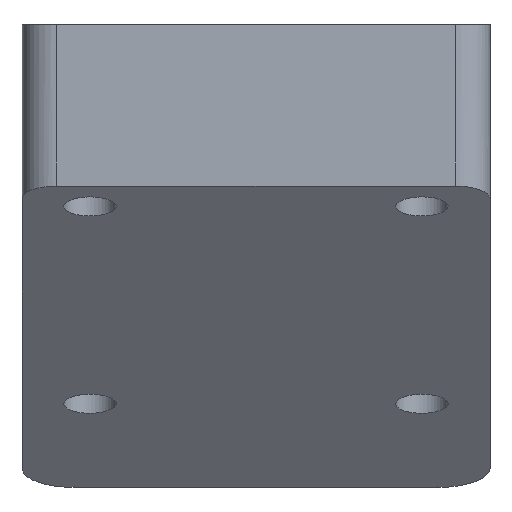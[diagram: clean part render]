
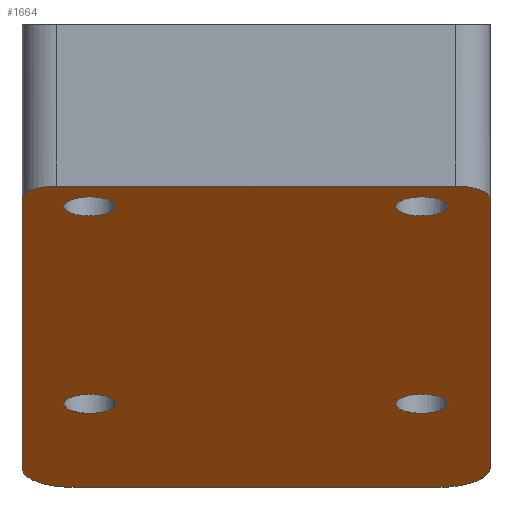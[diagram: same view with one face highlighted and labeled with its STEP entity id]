
A CAD part, front view. The second image highlights one B-rep face of the part: STEP entity #1664.
In plain terms, the highlighted planar face has unit normal (0, -0.342, -0.94).
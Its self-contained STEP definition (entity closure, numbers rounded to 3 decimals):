
#30=ELLIPSE('',#1792,6.385,6.);
#31=ELLIPSE('',#1804,6.385,6.);
#32=ELLIPSE('',#1806,4.257,4.);
#33=ELLIPSE('',#1807,4.257,4.);
#34=ELLIPSE('',#1808,3.193,3.);
#35=ELLIPSE('',#1809,3.193,3.);
#36=ELLIPSE('',#1810,3.193,3.);
#37=ELLIPSE('',#1811,3.193,3.);
#52=FACE_BOUND('',#236,.T.);
#53=FACE_BOUND('',#237,.T.);
#54=FACE_BOUND('',#238,.T.);
#55=FACE_BOUND('',#239,.T.);
#84=PLANE('',#1805);
#136=FACE_OUTER_BOUND('',#235,.T.);
#235=EDGE_LOOP('',(#1280,#1281,#1282,#1283,#1284,#1285,#1286,#1287));
#236=EDGE_LOOP('',(#1288));
#237=EDGE_LOOP('',(#1289));
#238=EDGE_LOOP('',(#1290));
#239=EDGE_LOOP('',(#1291));
#389=LINE('',#2669,#547);
#392=LINE('',#2677,#550);
#393=LINE('',#2681,#551);
#394=LINE('',#2684,#552);
#547=VECTOR('',#2123,10.);
#550=VECTOR('',#2132,10.);
#551=VECTOR('',#2135,10.);
#552=VECTOR('',#2138,10.);
#761=VERTEX_POINT('',#2629);
#762=VERTEX_POINT('',#2630);
#779=VERTEX_POINT('',#2668);
#780=VERTEX_POINT('',#2672);
#781=VERTEX_POINT('',#2676);
#782=VERTEX_POINT('',#2678);
#783=VERTEX_POINT('',#2680);
#784=VERTEX_POINT('',#2682);
#785=VERTEX_POINT('',#2685);
#786=VERTEX_POINT('',#2687);
#787=VERTEX_POINT('',#2689);
#788=VERTEX_POINT('',#2691);
#941=EDGE_CURVE('',#761,#762,#30,.T.);
#960=EDGE_CURVE('',#762,#779,#389,.T.);
#962=EDGE_CURVE('',#779,#780,#31,.T.);
#964=EDGE_CURVE('',#761,#781,#392,.T.);
#965=EDGE_CURVE('',#782,#781,#32,.T.);
#966=EDGE_CURVE('',#783,#782,#393,.T.);
#967=EDGE_CURVE('',#784,#783,#33,.T.);
#968=EDGE_CURVE('',#784,#780,#394,.T.);
#969=EDGE_CURVE('',#785,#785,#34,.T.);
#970=EDGE_CURVE('',#786,#786,#35,.T.);
#971=EDGE_CURVE('',#787,#787,#36,.T.);
#972=EDGE_CURVE('',#788,#788,#37,.T.);
#1280=ORIENTED_EDGE('',*,*,#941,.F.);
#1281=ORIENTED_EDGE('',*,*,#964,.T.);
#1282=ORIENTED_EDGE('',*,*,#965,.F.);
#1283=ORIENTED_EDGE('',*,*,#966,.F.);
#1284=ORIENTED_EDGE('',*,*,#967,.F.);
#1285=ORIENTED_EDGE('',*,*,#968,.T.);
#1286=ORIENTED_EDGE('',*,*,#962,.F.);
#1287=ORIENTED_EDGE('',*,*,#960,.F.);
#1288=ORIENTED_EDGE('',*,*,#969,.T.);
#1289=ORIENTED_EDGE('',*,*,#970,.T.);
#1290=ORIENTED_EDGE('',*,*,#971,.F.);
#1291=ORIENTED_EDGE('',*,*,#972,.F.);
#1664=ADVANCED_FACE('',(#136,#52,#53,#54,#55),#84,.T.);
#1792=AXIS2_PLACEMENT_3D('',#2631,#2091,#2092);
#1804=AXIS2_PLACEMENT_3D('',#2673,#2127,#2128);
#1805=AXIS2_PLACEMENT_3D('',#2675,#2130,#2131);
#1806=AXIS2_PLACEMENT_3D('',#2679,#2133,#2134);
#1807=AXIS2_PLACEMENT_3D('',#2683,#2136,#2137);
#1808=AXIS2_PLACEMENT_3D('',#2686,#2139,#2140);
#1809=AXIS2_PLACEMENT_3D('',#2688,#2141,#2142);
#1810=AXIS2_PLACEMENT_3D('',#2690,#2143,#2144);
#1811=AXIS2_PLACEMENT_3D('',#2692,#2145,#2146);
#2091=DIRECTION('center_axis',(0.,0.342,0.94));
#2092=DIRECTION('ref_axis',(0.,0.94,-0.342));
#2123=DIRECTION('',(-1.,0.,0.));
#2127=DIRECTION('center_axis',(0.,0.342,0.94));
#2128=DIRECTION('ref_axis',(0.,0.94,-0.342));
#2130=DIRECTION('center_axis',(0.,-0.342,-0.94));
#2131=DIRECTION('ref_axis',(0.,-0.94,0.342));
#2132=DIRECTION('',(0.,-0.94,0.342));
#2133=DIRECTION('center_axis',(0.,0.342,0.94));
#2134=DIRECTION('ref_axis',(0.,-0.94,0.342));
#2135=DIRECTION('',(1.,0.,0.));
#2136=DIRECTION('center_axis',(0.,0.342,0.94));
#2137=DIRECTION('ref_axis',(0.,-0.94,0.342));
#2138=DIRECTION('',(0.,0.94,-0.342));
#2139=DIRECTION('center_axis',(0.,0.342,0.94));
#2140=DIRECTION('ref_axis',(0.,-0.94,0.342));
#2141=DIRECTION('center_axis',(0.,0.342,0.94));
#2142=DIRECTION('ref_axis',(0.,-0.94,0.342));
#2143=DIRECTION('center_axis',(0.,-0.342,-0.94));
#2144=DIRECTION('ref_axis',(0.,0.94,-0.342));
#2145=DIRECTION('center_axis',(0.,-0.342,-0.94));
#2146=DIRECTION('ref_axis',(0.,0.94,-0.342));
#2629=CARTESIAN_POINT('',(0.,89.05,-50.956));
#2630=CARTESIAN_POINT('',(-6.,95.05,-53.139));
#2631=CARTESIAN_POINT('Origin',(-6.,89.05,-50.956));
#2668=CARTESIAN_POINT('',(-47.72,95.05,-53.139));
#2669=CARTESIAN_POINT('',(0.,95.05,-53.139));
#2672=CARTESIAN_POINT('',(-53.72,89.05,-50.956));
#2673=CARTESIAN_POINT('Origin',(-47.72,89.05,-50.956));
#2675=CARTESIAN_POINT('Origin',(0.,95.05,-53.139));
#2676=CARTESIAN_POINT('',(0.,4.,-20.));
#2677=CARTESIAN_POINT('',(0.,95.05,-53.139));
#2678=CARTESIAN_POINT('',(-4.,0.,-18.544));
#2679=CARTESIAN_POINT('Origin',(-4.,4.,-20.));
#2680=CARTESIAN_POINT('',(-49.72,0.,-18.544));
#2681=CARTESIAN_POINT('',(-24.86,0.,-18.544));
#2682=CARTESIAN_POINT('',(-53.72,4.,-20.));
#2683=CARTESIAN_POINT('Origin',(-49.72,4.,-20.));
#2684=CARTESIAN_POINT('',(-53.72,72.288,-44.855));
#2685=CARTESIAN_POINT('',(-48.912,68.642,-43.528));
#2686=CARTESIAN_POINT('Origin',(-45.912,68.642,-43.528));
#2687=CARTESIAN_POINT('',(-10.812,68.642,-43.528));
#2688=CARTESIAN_POINT('Origin',(-7.812,68.642,-43.528));
#2689=CARTESIAN_POINT('',(-48.912,6.412,-20.878));
#2690=CARTESIAN_POINT('Origin',(-45.912,6.412,-20.878));
#2691=CARTESIAN_POINT('',(-10.81,6.41,-20.877));
#2692=CARTESIAN_POINT('Origin',(-7.81,6.41,-20.877));
